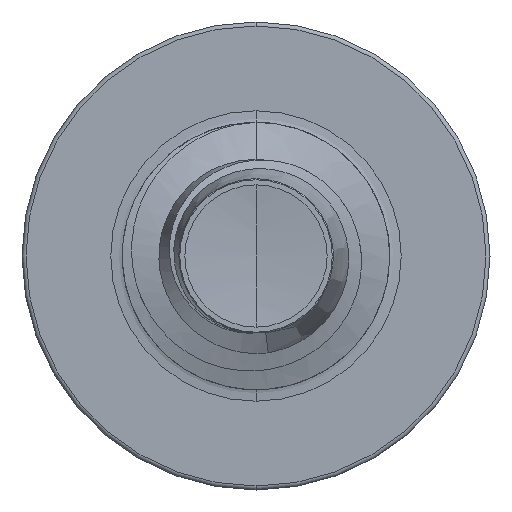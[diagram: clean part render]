
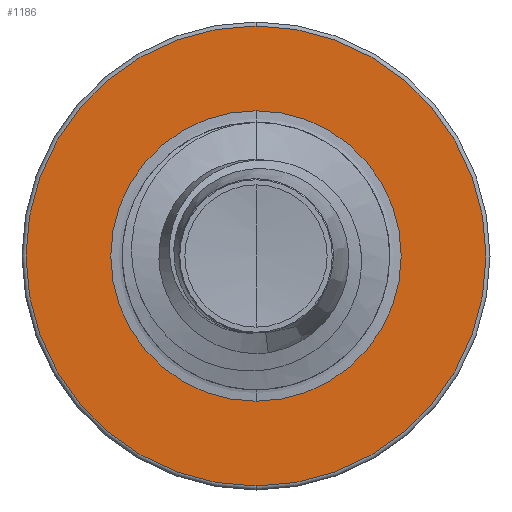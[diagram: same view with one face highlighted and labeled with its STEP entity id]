
A CAD part, front view. The second image highlights one B-rep face of the part: STEP entity #1186.
In plain terms, the highlighted planar face has unit normal (0, -1, 0).
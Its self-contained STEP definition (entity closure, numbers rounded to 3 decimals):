
#312 = AXIS2_PLACEMENT_3D ( 'NONE', #8963, #8960, #8938 ) ;
#1070 = AXIS2_PLACEMENT_3D ( 'NONE', #7348, #7338, #7313 ) ;
#1186 = ADVANCED_FACE ( 'NONE', ( #6114, #2769 ), #4107, .F. ) ;
#1252 = AXIS2_PLACEMENT_3D ( 'NONE', #7403, #1637, #2824 ) ;
#1457 = VERTEX_POINT ( 'NONE', #1497 ) ;
#1497 = CARTESIAN_POINT ( 'NONE',  ( 0., 3., 1.086 ) ) ;
#1637 = DIRECTION ( 'NONE',  ( 0., 1., 0. ) ) ;
#1777 = DIRECTION ( 'NONE',  ( 0., 0., 1. ) ) ;
#1809 = DIRECTION ( 'NONE',  ( 0., 1., 0. ) ) ;
#1835 = CARTESIAN_POINT ( 'NONE',  ( 0., 3., 0. ) ) ;
#2453 = CARTESIAN_POINT ( 'NONE',  ( 0., 3., 1.72 ) ) ;
#2467 = CIRCLE ( 'NONE', #11650, 1.086 ) ;
#2769 = FACE_BOUND ( 'NONE', #6356, .T. ) ;
#2824 = DIRECTION ( 'NONE',  ( 0., 0., 1. ) ) ;
#4035 = ORIENTED_EDGE ( 'NONE', *, *, #5787, .F. ) ;
#4100 = ORIENTED_EDGE ( 'NONE', *, *, #7499, .T. ) ;
#4107 = PLANE ( 'NONE',  #1252 ) ;
#4163 = VERTEX_POINT ( 'NONE', #2453 ) ;
#4325 = ORIENTED_EDGE ( 'NONE', *, *, #6748, .T. ) ;
#5787 = EDGE_CURVE ( 'NONE', #8160, #4163, #12272, .T. ) ;
#5884 = CIRCLE ( 'NONE', #312, 1.72 ) ;
#6114 = FACE_OUTER_BOUND ( 'NONE', #12588, .T. ) ;
#6229 = CARTESIAN_POINT ( 'NONE',  ( 0., 3., -1.72 ) ) ;
#6356 = EDGE_LOOP ( 'NONE', ( #4100, #4325 ) ) ;
#6697 = AXIS2_PLACEMENT_3D ( 'NONE', #1835, #1809, #1777 ) ;
#6748 = EDGE_CURVE ( 'NONE', #10801, #1457, #2467, .T. ) ;
#6805 = EDGE_CURVE ( 'NONE', #4163, #8160, #5884, .T. ) ;
#7313 = DIRECTION ( 'NONE',  ( 0., 0., 1. ) ) ;
#7338 = DIRECTION ( 'NONE',  ( 0., 1., 0. ) ) ;
#7348 = CARTESIAN_POINT ( 'NONE',  ( 0., 3., 0. ) ) ;
#7403 = CARTESIAN_POINT ( 'NONE',  ( 0., 3., -1.086 ) ) ;
#7499 = EDGE_CURVE ( 'NONE', #1457, #10801, #8846, .T. ) ;
#8160 = VERTEX_POINT ( 'NONE', #6229 ) ;
#8846 = CIRCLE ( 'NONE', #6697, 1.086 ) ;
#8938 = DIRECTION ( 'NONE',  ( 0., 0., 1. ) ) ;
#8960 = DIRECTION ( 'NONE',  ( 0., 1., 0. ) ) ;
#8963 = CARTESIAN_POINT ( 'NONE',  ( 0., 3., 0. ) ) ;
#9209 = DIRECTION ( 'NONE',  ( 0., 0., 1. ) ) ;
#9218 = DIRECTION ( 'NONE',  ( 0., 1., 0. ) ) ;
#9224 = CARTESIAN_POINT ( 'NONE',  ( 0., 3., 0. ) ) ;
#10376 = ORIENTED_EDGE ( 'NONE', *, *, #6805, .F. ) ;
#10801 = VERTEX_POINT ( 'NONE', #12169 ) ;
#11650 = AXIS2_PLACEMENT_3D ( 'NONE', #9224, #9218, #9209 ) ;
#12169 = CARTESIAN_POINT ( 'NONE',  ( 0., 3., -1.086 ) ) ;
#12272 = CIRCLE ( 'NONE', #1070, 1.72 ) ;
#12588 = EDGE_LOOP ( 'NONE', ( #10376, #4035 ) ) ;
